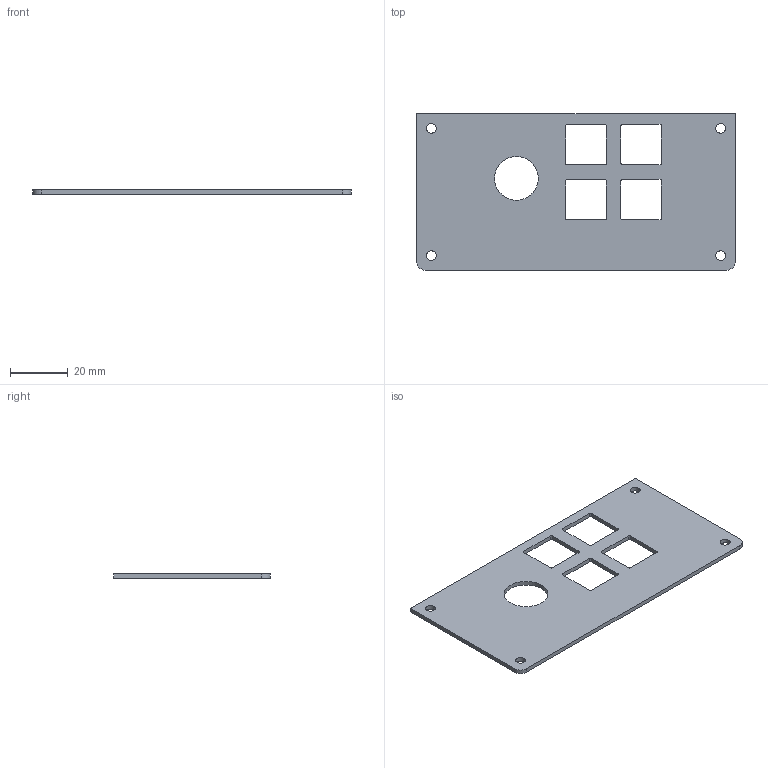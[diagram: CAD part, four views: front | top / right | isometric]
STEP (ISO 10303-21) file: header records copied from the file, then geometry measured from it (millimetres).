
FILE_DESCRIPTION(/* description */ (''),/* implementation_level */ '2;1');
FILE_NAME(/* name */ 'middle tomato.step',/* time_stamp */ '2025-08-02T11:29:43-04:00',/* author */ (''),/* organization */ (''),/* preprocessor_version */ 'ST-DEVELOPER v20.1',/* originating_system */ 'Autodesk Translation Framework v14.10.0.0',/* authorisation */ '');
FILE_SCHEMA (('AUTOMOTIVE_DESIGN { 1 0 10303 214 3 1 1 }'));
Length unit declared in the file: millimetre
Products named in the file (2): 2025-08-02-01-48-11-165; 2025-08-02-01-48-11-166
Assembly tree (1 placements, depth 2):
  2025-08-02-01-48-11-165
    2025-08-02-01-48-11-166
Bounding box: 110 x 54 x 1.5 mm (x, y, z)
Volume: 7406.4 mm3; surface area: 10829.4 mm2
Topology: 1 solids, 1 shells, 45 faces, 129 edges, 86 vertices
Faces by surface type: cylinder 23, plane 22
Full cylindrical faces by diameter (mm): 3.4 x4, 15.1 x1
Entity records: 1585 total; most frequent: DIRECTION 271, CARTESIAN_POINT 263, ORIENTED_EDGE 258, EDGE_CURVE 129, AXIS2_PLACEMENT_3D 94, VERTEX_POINT 86, LINE 83, VECTOR 83
